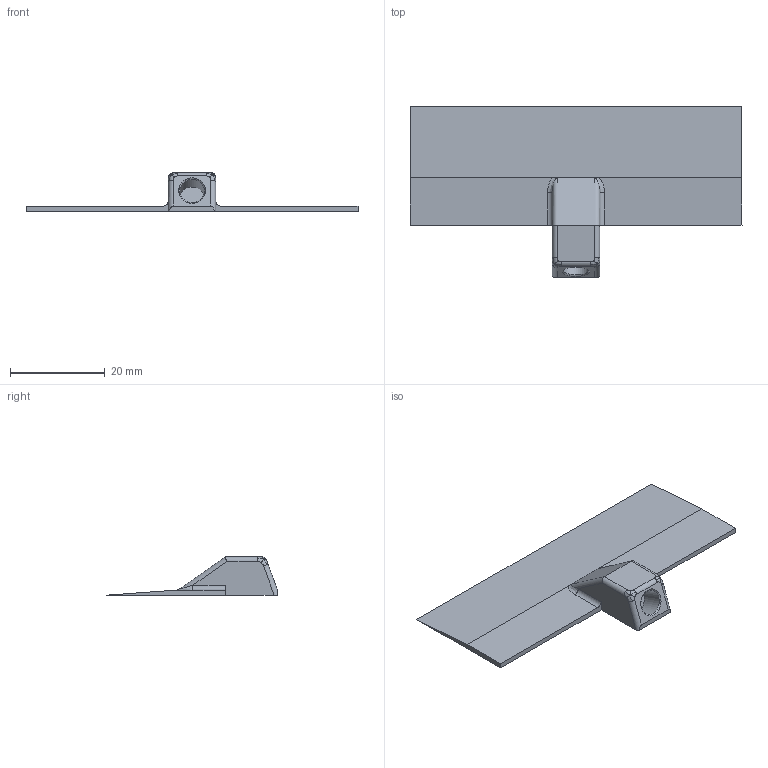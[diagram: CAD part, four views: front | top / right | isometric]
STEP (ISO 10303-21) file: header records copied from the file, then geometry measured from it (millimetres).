
FILE_DESCRIPTION(/* description */ (''),/* implementation_level */ '2;1');
FILE_NAME(/* name */ 'e36 Front bumper mesh lower mount v10.step',/* time_stamp */ '2023-02-12T16:36:12-05:00',/* author */ (''),/* organization */ (''),/* preprocessor_version */ 'ST-DEVELOPER v19.2',/* originating_system */ 'Autodesk Translation Framework v11.17.0.187',/* authorisation */ '');
FILE_SCHEMA (('AUTOMOTIVE_DESIGN { 1 0 10303 214 3 1 1 }'));
Length unit declared in the file: millimetre
Products named in the file (2): e36 Front bumper mesh lower mount; Component1
Assembly tree (1 placements, depth 2):
  e36 Front bumper mesh lower mount
    Component1
Bounding box: 70 x 36 x 8.08 mm (x, y, z)
Volume: 2325.6 mm3; surface area: 4247 mm2
Topology: 1 solids, 1 shells, 131 faces, 350 edges, 229 vertices
Faces by surface type: plane 64, bspline 56, cylinder 10, cone 1
Full cylindrical faces by diameter (mm): 5.2 x1
Entity records: 4972 total; most frequent: CARTESIAN_POINT 1975, ORIENTED_EDGE 700, DIRECTION 449, EDGE_CURVE 350, VERTEX_POINT 229, LINE 211, VECTOR 211, EDGE_LOOP 139
